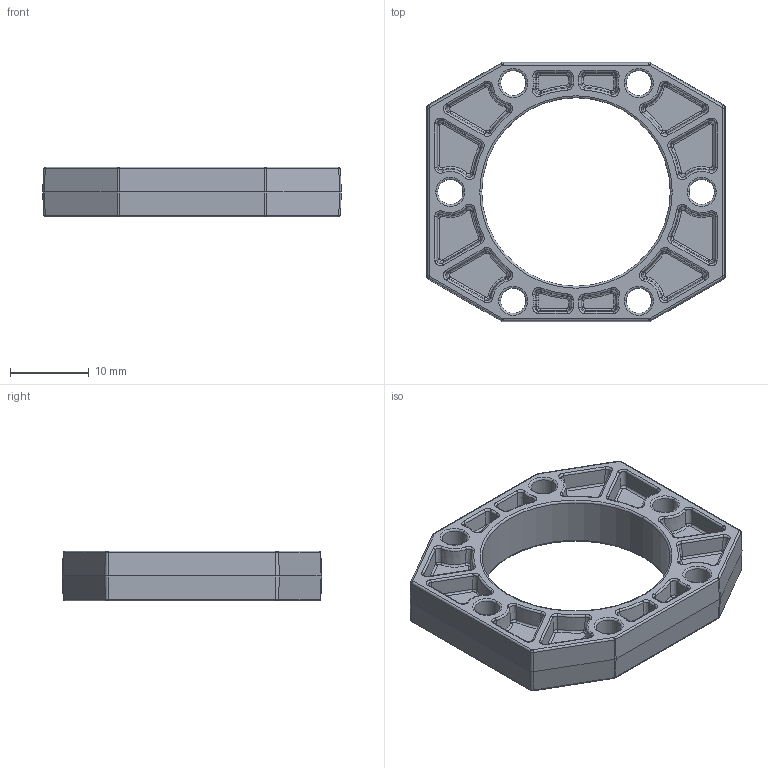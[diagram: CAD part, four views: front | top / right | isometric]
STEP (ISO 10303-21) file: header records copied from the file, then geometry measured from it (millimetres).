
FILE_DESCRIPTION(/* description */ ('STEP AP242','CAx-IF Rec.Pracs.---Representation and Presentation of Product Manufacturing Information (PMI)---4.0---2014-10-13','CAx-IF Rec.Pracs.---3D Tessellated Geometry---0.4---2014-09-14','2;1'),/* implementation_level */ '2;1');
FILE_NAME(/* name */ '686456de5211c16da0de3ee2',/* time_stamp */ '2025-07-01T21:45:04Z',/* author */ (''),/* organization */ (''),/* preprocessor_version */ 'ST-DEVELOPER v20',/* originating_system */ 'ONSHAPE BY PTC INC, 1.200',/* authorisation */ ' ');
FILE_SCHEMA (('AP242_MANAGED_MODEL_BASED_3D_ENGINEERING_MIM_LF { 1 0 10303 442 1 1 4 }'));
Length unit declared in the file: metre
Products named in the file (1): REV-41-2082
Bounding box: 38 x 33 x 6.35 mm (x, y, z)
Volume: 2822 mm3; surface area: 3782.2 mm2
Topology: 1 solids, 1 shells, 709 faces, 1619 edges, 936 vertices
Faces by surface type: bspline 242, cylinder 165, torus 148, plane 90, cone 64
Full cylindrical faces by diameter (mm): 3.2 x6, 24 x1
Entity records: 25383 total; most frequent: CARTESIAN_POINT 10565, ORIENTED_EDGE 3224, DIRECTION 2962, EDGE_CURVE 1612, AXIS2_PLACEMENT_3D 1324, VERTEX_POINT 936, CIRCLE 853, EDGE_LOOP 754
